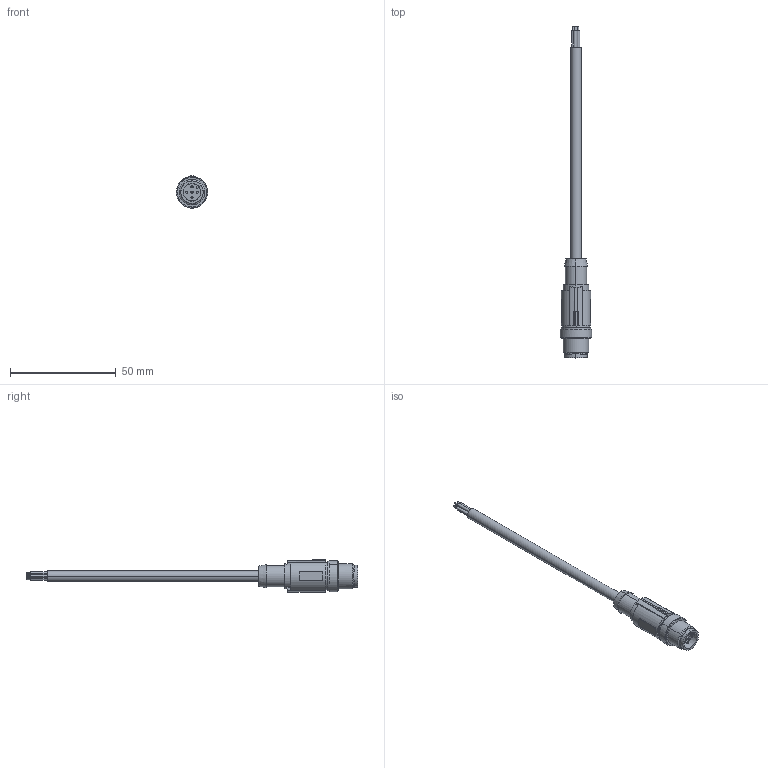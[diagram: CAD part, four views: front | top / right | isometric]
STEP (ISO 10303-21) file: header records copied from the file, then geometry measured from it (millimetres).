
FILE_DESCRIPTION(('Creo Elements/Direct Modeling STEP Export'),'2;1');
FILE_NAME('model.stp','2019-05-28T 1:36:24',(''),(''),'Creo Elements/Direct Modeling STEP processor for AP214 (Solid Model)','Creo Elements/Direct Modeling 20.1A 29-Sep-2018 (C) Parametric Technology GmbH','');
FILE_SCHEMA(('AUTOMOTIVE_DESIGN { 1 0 10303 214 1 1 1 1 }'));
Length unit declared in the file: millimetre
Products named in the file (2): SAC_5P_M12MS...PUR_SH-select
Assembly tree (1 placements, depth 2):
  SAC_5P_M12MS...PUR_SH-select
    SAC_5P_M12MS...PUR_SH-select
Bounding box: 14.79 x 156.8 x 15.2 mm (x, y, z)
Volume: 7484 mm3; surface area: 4464.4 mm2
Topology: 1 solids, 1 shells, 152 faces, 370 edges, 247 vertices
Faces by surface type: cylinder 71, plane 59, cone 22
Entity records: 6911 total; most frequent: CARTESIAN_POINT 2253, ORIENTED_EDGE 740, DIRECTION 634, EDGE_CURVE 370, VERTEX_POINT 247, AXIS2_PLACEMENT_3D 243, EDGE_LOOP 179, COLOUR_RGB 153
